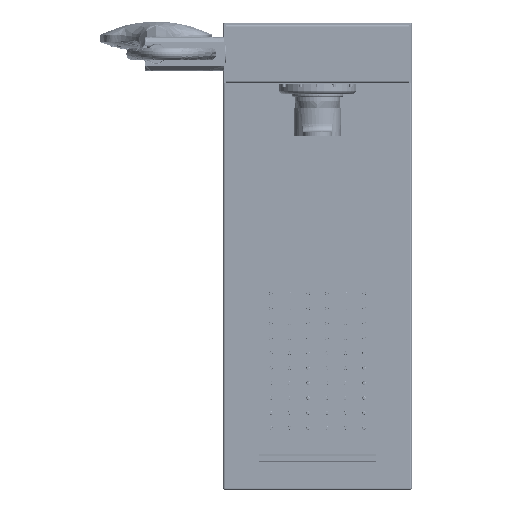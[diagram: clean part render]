
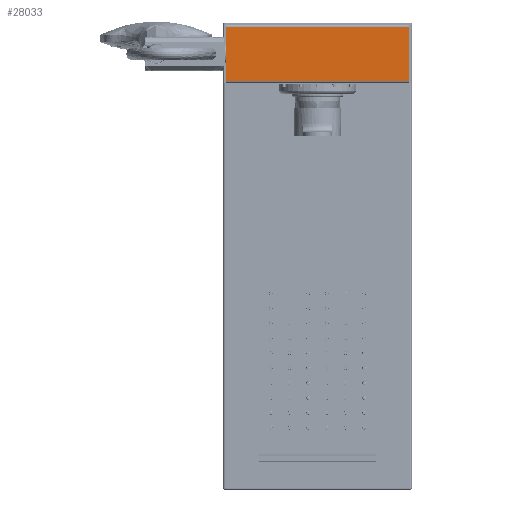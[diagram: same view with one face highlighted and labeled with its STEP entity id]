
A CAD part, front view. The second image highlights one B-rep face of the part: STEP entity #28033.
In plain terms, the highlighted planar face has unit normal (0, -1, 0).
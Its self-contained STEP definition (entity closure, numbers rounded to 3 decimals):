
#27818=DIRECTION('',(-1.,0.,0.));
#27819=VECTOR('',#27818,197.);
#27820=CARTESIAN_POINT('',(98.5,0.,61.5));
#27821=LINE('',#27820,#27819);
#27822=DIRECTION('',(0.,0.,1.));
#27823=VECTOR('',#27822,58.);
#27824=CARTESIAN_POINT('',(98.5,0.,3.5));
#27825=LINE('',#27824,#27823);
#27826=DIRECTION('',(1.,0.,0.));
#27827=VECTOR('',#27826,197.);
#27828=CARTESIAN_POINT('',(-98.5,0.,3.5));
#27829=LINE('',#27828,#27827);
#27830=DIRECTION('',(0.,0.,-1.));
#27831=VECTOR('',#27830,58.);
#27832=CARTESIAN_POINT('',(-98.5,0.,61.5));
#27833=LINE('',#27832,#27831);
#27986=CARTESIAN_POINT('',(-98.5,0.,61.5));
#27988=VERTEX_POINT('',#27986);
#27992=CARTESIAN_POINT('',(98.5,0.,61.5));
#27993=VERTEX_POINT('',#27992);
#27994=CARTESIAN_POINT('',(98.5,0.,3.5));
#27996=VERTEX_POINT('',#27994);
#28000=CARTESIAN_POINT('',(-98.5,0.,3.5));
#28001=VERTEX_POINT('',#28000);
#28018=CARTESIAN_POINT('',(0.,0.,0.));
#28019=DIRECTION('',(0.,-1.,0.));
#28020=DIRECTION('',(0.,0.,1.));
#28021=AXIS2_PLACEMENT_3D('',#28018,#28019,#28020);
#28022=PLANE('',#28021);
#28024=ORIENTED_EDGE('',*,*,#28023,.F.);
#28026=ORIENTED_EDGE('',*,*,#28025,.F.);
#28028=ORIENTED_EDGE('',*,*,#28027,.F.);
#28030=ORIENTED_EDGE('',*,*,#28029,.F.);
#28031=EDGE_LOOP('',(#28024,#28026,#28028,#28030));
#28032=FACE_OUTER_BOUND('',#28031,.F.);
#28023=EDGE_CURVE('',#27993,#27988,#27821,.T.);
#28025=EDGE_CURVE('',#27996,#27993,#27825,.T.);
#28027=EDGE_CURVE('',#28001,#27996,#27829,.T.);
#28029=EDGE_CURVE('',#27988,#28001,#27833,.T.);
#28033=ADVANCED_FACE('',(#28032),#28022,.T.);
